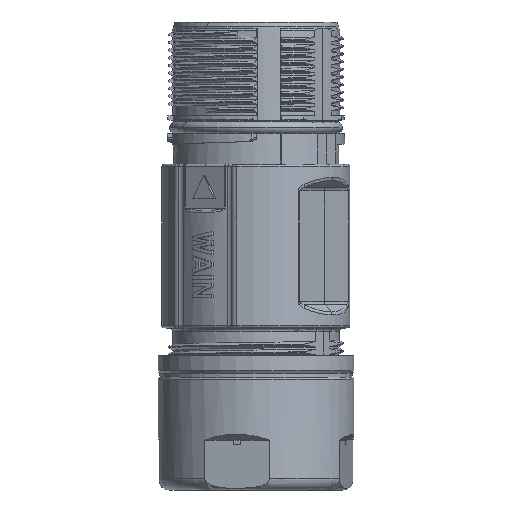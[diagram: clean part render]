
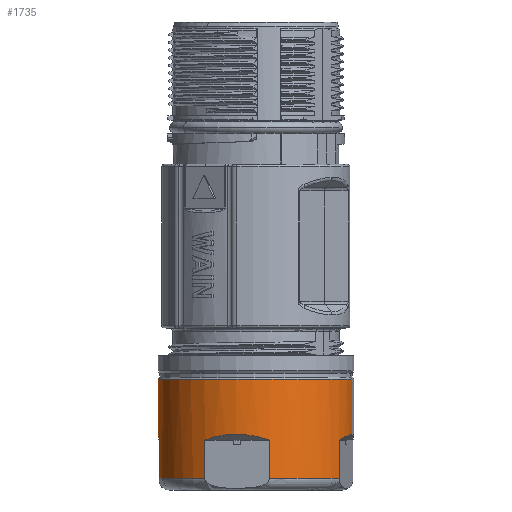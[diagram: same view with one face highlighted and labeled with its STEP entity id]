
A CAD part, left-side view. The second image highlights one B-rep face of the part: STEP entity #1735.
In plain terms, the highlighted cylindrical face has radius 12.75 mm (diameter 25.5 mm), a partial arc.
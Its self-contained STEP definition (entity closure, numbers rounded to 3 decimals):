
#525=CYLINDRICAL_SURFACE('',#11302,12.75);
#1126=FACE_OUTER_BOUND('',#2594,.T.);
#1735=ADVANCED_FACE('',(#1126),#525,.T.);
#2594=EDGE_LOOP('',(#6754,#6755,#6756,#6757,#6758,#6759,#6760,#6761,#6762,
#6763,#6764,#6765));
#3001=LINE('',#22436,#3373);
#3014=LINE('',#22531,#3386);
#3019=LINE('',#22547,#3391);
#3020=LINE('',#22560,#3392);
#3025=LINE('',#22593,#3397);
#3026=LINE('',#22597,#3398);
#3373=VECTOR('',#13321,1.);
#3386=VECTOR('',#13338,1.);
#3391=VECTOR('',#13345,1.);
#3392=VECTOR('',#13346,1.);
#3397=VECTOR('',#13373,1.);
#3398=VECTOR('',#13376,1.);
#3664=CIRCLE('',#11299,12.75);
#3665=CIRCLE('',#11300,12.75);
#3666=CIRCLE('',#11301,12.75);
#6754=ORIENTED_EDGE('',*,*,#9498,.T.);
#6755=ORIENTED_EDGE('',*,*,#9511,.F.);
#6756=ORIENTED_EDGE('',*,*,#9500,.F.);
#6757=ORIENTED_EDGE('',*,*,#9512,.T.);
#6758=ORIENTED_EDGE('',*,*,#9472,.F.);
#6759=ORIENTED_EDGE('',*,*,#9513,.F.);
#6760=ORIENTED_EDGE('',*,*,#9514,.F.);
#6761=ORIENTED_EDGE('',*,*,#9515,.T.);
#6762=ORIENTED_EDGE('',*,*,#9516,.F.);
#6763=ORIENTED_EDGE('',*,*,#9517,.F.);
#6764=ORIENTED_EDGE('',*,*,#9492,.T.);
#6765=ORIENTED_EDGE('',*,*,#9518,.T.);
#7898=VERTEX_POINT('',#22435);
#7899=VERTEX_POINT('',#22437);
#7910=VERTEX_POINT('',#22492);
#7918=VERTEX_POINT('',#22530);
#7920=VERTEX_POINT('',#22535);
#7924=VERTEX_POINT('',#22546);
#7925=VERTEX_POINT('',#22548);
#7926=VERTEX_POINT('',#22559);
#7935=VERTEX_POINT('',#22592);
#7936=VERTEX_POINT('',#22594);
#7937=VERTEX_POINT('',#22596);
#7938=VERTEX_POINT('',#22598);
#9472=EDGE_CURVE('',#7898,#7899,#3001,.T.);
#9492=EDGE_CURVE('',#7910,#7918,#3014,.T.);
#9498=EDGE_CURVE('',#7925,#7924,#3019,.T.);
#9500=EDGE_CURVE('',#7926,#7920,#3020,.T.);
#9511=EDGE_CURVE('',#7920,#7924,#10485,.T.);
#9512=EDGE_CURVE('',#7926,#7899,#3664,.T.);
#9513=EDGE_CURVE('',#7935,#7898,#10486,.T.);
#9514=EDGE_CURVE('',#7936,#7935,#3025,.T.);
#9515=EDGE_CURVE('',#7936,#7937,#3665,.T.);
#9516=EDGE_CURVE('',#7938,#7937,#3026,.T.);
#9517=EDGE_CURVE('',#7910,#7938,#10487,.T.);
#9518=EDGE_CURVE('',#7918,#7925,#3666,.T.);
#10485=B_SPLINE_CURVE_WITH_KNOTS('',3,(#22583,#22584,#22585,#22586),
 .UNSPECIFIED.,.F.,.F.,(4,4),(0.,1.),.UNSPECIFIED.);
#10486=B_SPLINE_CURVE_WITH_KNOTS('',3,(#22588,#22589,#22590,#22591),
 .UNSPECIFIED.,.F.,.F.,(4,4),(0.,1.),.UNSPECIFIED.);
#10487=B_SPLINE_CURVE_WITH_KNOTS('',3,(#22599,#22600,#22601,#22602),
 .UNSPECIFIED.,.F.,.F.,(4,4),(0.,1.),.UNSPECIFIED.);
#11299=AXIS2_PLACEMENT_3D('',#22587,#13371,#13372);
#11300=AXIS2_PLACEMENT_3D('',#22595,#13374,#13375);
#11301=AXIS2_PLACEMENT_3D('',#22603,#13377,#13378);
#11302=AXIS2_PLACEMENT_3D('',#22604,#13379,#13380);
#13321=DIRECTION('',(0.,0.,-1.));
#13338=DIRECTION('',(0.,0.,-1.));
#13345=DIRECTION('',(0.,0.,1.));
#13346=DIRECTION('',(0.,0.,1.));
#13371=DIRECTION('',(0.,0.,1.));
#13372=DIRECTION('',(-0.99,-0.138,0.));
#13373=DIRECTION('',(0.,0.,-1.));
#13374=DIRECTION('',(0.,0.,-1.));
#13375=DIRECTION('',(-0.205,-0.979,0.));
#13376=DIRECTION('',(0.,0.,1.));
#13377=DIRECTION('',(0.,0.,1.));
#13378=DIRECTION('',(-0.138,0.99,0.));
#13379=DIRECTION('',(0.,0.,-1.));
#13380=DIRECTION('',(-0.205,-0.979,0.));
#22435=CARTESIAN_POINT('',(-6.679,-10.861,6.5));
#22436=CARTESIAN_POINT('',(-6.679,-10.861,6.5));
#22437=CARTESIAN_POINT('',(-6.679,-10.861,1.5));
#22492=CARTESIAN_POINT('',(-1.754,12.629,6.5));
#22530=CARTESIAN_POINT('',(-1.754,12.629,1.5));
#22531=CARTESIAN_POINT('',(-1.754,12.629,6.5));
#22535=CARTESIAN_POINT('',(-12.629,-1.754,6.5));
#22546=CARTESIAN_POINT('',(-10.861,6.679,6.5));
#22547=CARTESIAN_POINT('',(-10.861,6.679,6.5));
#22548=CARTESIAN_POINT('',(-10.861,6.679,1.5));
#22559=CARTESIAN_POINT('',(-12.629,-1.754,1.5));
#22560=CARTESIAN_POINT('',(-12.629,-1.754,6.5));
#22583=CARTESIAN_POINT('',(-12.629,-1.754,6.5));
#22584=CARTESIAN_POINT('',(-13.039,1.199,7.508));
#22585=CARTESIAN_POINT('',(-12.423,4.138,7.508));
#22586=CARTESIAN_POINT('',(-10.861,6.679,6.5));
#22587=CARTESIAN_POINT('',(0.,0.,1.5));
#22588=CARTESIAN_POINT('',(-2.616,-12.479,7.25));
#22589=CARTESIAN_POINT('',(-4.064,-12.175,7.25));
#22590=CARTESIAN_POINT('',(-5.419,-11.636,7.));
#22591=CARTESIAN_POINT('',(-6.679,-10.861,6.5));
#22592=CARTESIAN_POINT('',(-2.616,-12.479,7.25));
#22593=CARTESIAN_POINT('',(-2.616,-12.479,14.429));
#22594=CARTESIAN_POINT('',(-2.616,-12.479,14.429));
#22595=CARTESIAN_POINT('',(0.,0.,14.429));
#22596=CARTESIAN_POINT('',(2.616,12.479,14.429));
#22597=CARTESIAN_POINT('',(2.616,12.479,7.25));
#22598=CARTESIAN_POINT('',(2.616,12.479,7.25));
#22599=CARTESIAN_POINT('',(-1.754,12.629,6.5));
#22600=CARTESIAN_POINT('',(-0.289,12.832,7.));
#22601=CARTESIAN_POINT('',(1.168,12.782,7.25));
#22602=CARTESIAN_POINT('',(2.616,12.479,7.25));
#22603=CARTESIAN_POINT('',(0.,0.,1.5));
#22604=CARTESIAN_POINT('',(0.,0.,29.096));
